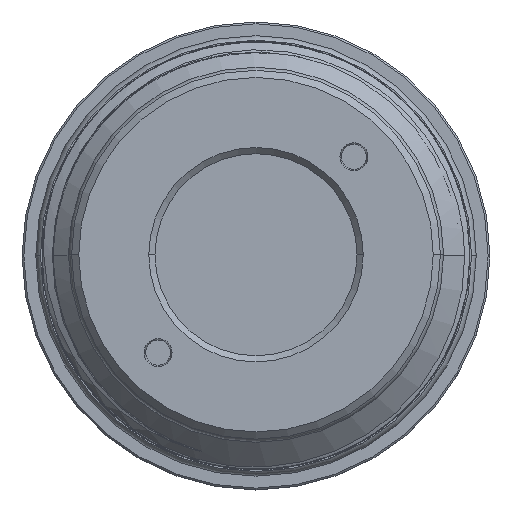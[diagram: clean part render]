
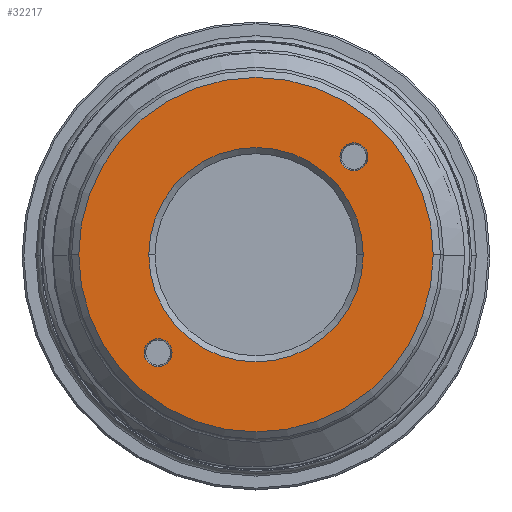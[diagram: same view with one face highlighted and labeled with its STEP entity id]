
A CAD part, top view. The second image highlights one B-rep face of the part: STEP entity #32217.
In plain terms, the highlighted planar face has unit normal (0, 0, 1).
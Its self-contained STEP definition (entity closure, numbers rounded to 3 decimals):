
#257 = VERTEX_POINT ( 'NONE', #30812 ) ;
#475 = CIRCLE ( 'NONE', #35310, 19.84 ) ;
#510 = ORIENTED_EDGE ( 'NONE', *, *, #30173, .T. ) ;
#741 = EDGE_LOOP ( 'NONE', ( #16810, #5281 ) ) ;
#1963 = DIRECTION ( 'NONE',  ( 1., 0., 0. ) ) ;
#2570 = DIRECTION ( 'NONE',  ( 1., 0., 0. ) ) ;
#2935 = VERTEX_POINT ( 'NONE', #21579 ) ;
#3170 = EDGE_LOOP ( 'NONE', ( #22108, #29837 ) ) ;
#3388 = CIRCLE ( 'NONE', #16011, 1.561 ) ;
#3911 = CARTESIAN_POINT ( 'NONE',  ( 10.96, 10.96, 85.95 ) ) ;
#4481 = DIRECTION ( 'NONE',  ( 0., 0., 1. ) ) ;
#4537 = ORIENTED_EDGE ( 'NONE', *, *, #33750, .T. ) ;
#5281 = ORIENTED_EDGE ( 'NONE', *, *, #10279, .T. ) ;
#5305 = CARTESIAN_POINT ( 'NONE',  ( 10.96, 10.96, 85.95 ) ) ;
#6172 = VERTEX_POINT ( 'NONE', #6603 ) ;
#6603 = CARTESIAN_POINT ( 'NONE',  ( -9.399, -10.96, 85.95 ) ) ;
#6610 = VERTEX_POINT ( 'NONE', #27884 ) ;
#7515 = FACE_BOUND ( 'NONE', #741, .T. ) ;
#7593 = ORIENTED_EDGE ( 'NONE', *, *, #12703, .T. ) ;
#8098 = AXIS2_PLACEMENT_3D ( 'NONE', #5305, #8202, #14069 ) ;
#8202 = DIRECTION ( 'NONE',  ( 0., 0., -1. ) ) ;
#8876 = CARTESIAN_POINT ( 'NONE',  ( 0., 0., 85.95 ) ) ;
#9109 = AXIS2_PLACEMENT_3D ( 'NONE', #19805, #22719, #11249 ) ;
#10279 = EDGE_CURVE ( 'NONE', #16969, #16223, #29283, .T. ) ;
#10281 = FACE_BOUND ( 'NONE', #37538, .T. ) ;
#11249 = DIRECTION ( 'NONE',  ( 1., 0., 0. ) ) ;
#11498 = CARTESIAN_POINT ( 'NONE',  ( 0., 0., 85.95 ) ) ;
#12036 = CARTESIAN_POINT ( 'NONE',  ( -19.84, 0., 85.95 ) ) ;
#12254 = VERTEX_POINT ( 'NONE', #12036 ) ;
#12272 = CIRCLE ( 'NONE', #23687, 1.561 ) ;
#12534 = AXIS2_PLACEMENT_3D ( 'NONE', #18741, #4481, #24699 ) ;
#12703 = EDGE_CURVE ( 'NONE', #12254, #6610, #475, .T. ) ;
#13102 = AXIS2_PLACEMENT_3D ( 'NONE', #35123, #35240, #15154 ) ;
#14021 = ORIENTED_EDGE ( 'NONE', *, *, #25264, .T. ) ;
#14069 = DIRECTION ( 'NONE',  ( -1., 0., 0. ) ) ;
#15154 = DIRECTION ( 'NONE',  ( 1., 0., 0. ) ) ;
#15490 = DIRECTION ( 'NONE',  ( 0., 0., -1. ) ) ;
#15753 = FACE_OUTER_BOUND ( 'NONE', #32301, .T. ) ;
#16011 = AXIS2_PLACEMENT_3D ( 'NONE', #22707, #37174, #1963 ) ;
#16223 = VERTEX_POINT ( 'NONE', #34949 ) ;
#16786 = AXIS2_PLACEMENT_3D ( 'NONE', #8876, #34473, #2570 ) ;
#16810 = ORIENTED_EDGE ( 'NONE', *, *, #17245, .T. ) ;
#16969 = VERTEX_POINT ( 'NONE', #27745 ) ;
#17245 = EDGE_CURVE ( 'NONE', #16223, #16969, #31156, .T. ) ;
#17515 = DIRECTION ( 'NONE',  ( 0., 0., 1. ) ) ;
#17549 = CARTESIAN_POINT ( 'NONE',  ( 9.399, 10.96, 85.95 ) ) ;
#18061 = FACE_BOUND ( 'NONE', #3170, .T. ) ;
#18741 = CARTESIAN_POINT ( 'NONE',  ( 0., 0., 85.95 ) ) ;
#19805 = CARTESIAN_POINT ( 'NONE',  ( 20.64, 0., 85.95 ) ) ;
#20545 = EDGE_CURVE ( 'NONE', #2935, #26852, #34228, .T. ) ;
#20601 = CARTESIAN_POINT ( 'NONE',  ( -10.96, -10.96, 85.95 ) ) ;
#21579 = CARTESIAN_POINT ( 'NONE',  ( 12.521, 10.96, 85.95 ) ) ;
#21596 = DIRECTION ( 'NONE',  ( -1., 0., 0. ) ) ;
#22108 = ORIENTED_EDGE ( 'NONE', *, *, #20545, .T. ) ;
#22707 = CARTESIAN_POINT ( 'NONE',  ( -10.96, -10.96, 85.95 ) ) ;
#22719 = DIRECTION ( 'NONE',  ( 0., 0., 1. ) ) ;
#23687 = AXIS2_PLACEMENT_3D ( 'NONE', #3911, #15490, #21596 ) ;
#23946 = AXIS2_PLACEMENT_3D ( 'NONE', #20601, #26557, #26066 ) ;
#24699 = DIRECTION ( 'NONE',  ( 1., 0., 0. ) ) ;
#25259 = CIRCLE ( 'NONE', #12534, 19.84 ) ;
#25264 = EDGE_CURVE ( 'NONE', #6172, #257, #3388, .T. ) ;
#25897 = DIRECTION ( 'NONE',  ( 1., 0., 0. ) ) ;
#26066 = DIRECTION ( 'NONE',  ( 1., 0., 0. ) ) ;
#26557 = DIRECTION ( 'NONE',  ( 0., 0., -1. ) ) ;
#26772 = CIRCLE ( 'NONE', #23946, 1.561 ) ;
#26852 = VERTEX_POINT ( 'NONE', #17549 ) ;
#27745 = CARTESIAN_POINT ( 'NONE',  ( -12., 0., 85.95 ) ) ;
#27884 = CARTESIAN_POINT ( 'NONE',  ( 19.84, 0., 85.95 ) ) ;
#28856 = EDGE_CURVE ( 'NONE', #26852, #2935, #12272, .T. ) ;
#29283 = CIRCLE ( 'NONE', #16786, 12. ) ;
#29837 = ORIENTED_EDGE ( 'NONE', *, *, #28856, .T. ) ;
#30173 = EDGE_CURVE ( 'NONE', #257, #6172, #26772, .T. ) ;
#30812 = CARTESIAN_POINT ( 'NONE',  ( -12.521, -10.96, 85.95 ) ) ;
#31156 = CIRCLE ( 'NONE', #13102, 12. ) ;
#32217 = ADVANCED_FACE ( 'NONE', ( #18061, #7515, #15753, #10281 ), #34412, .T. ) ;
#32301 = EDGE_LOOP ( 'NONE', ( #7593, #4537 ) ) ;
#33750 = EDGE_CURVE ( 'NONE', #6610, #12254, #25259, .T. ) ;
#34228 = CIRCLE ( 'NONE', #8098, 1.561 ) ;
#34412 = PLANE ( 'NONE',  #9109 ) ;
#34473 = DIRECTION ( 'NONE',  ( 0., 0., -1. ) ) ;
#34949 = CARTESIAN_POINT ( 'NONE',  ( 12., 0., 85.95 ) ) ;
#35123 = CARTESIAN_POINT ( 'NONE',  ( 0., 0., 85.95 ) ) ;
#35240 = DIRECTION ( 'NONE',  ( 0., 0., -1. ) ) ;
#35310 = AXIS2_PLACEMENT_3D ( 'NONE', #11498, #17515, #25897 ) ;
#37174 = DIRECTION ( 'NONE',  ( 0., 0., -1. ) ) ;
#37538 = EDGE_LOOP ( 'NONE', ( #510, #14021 ) ) ;
